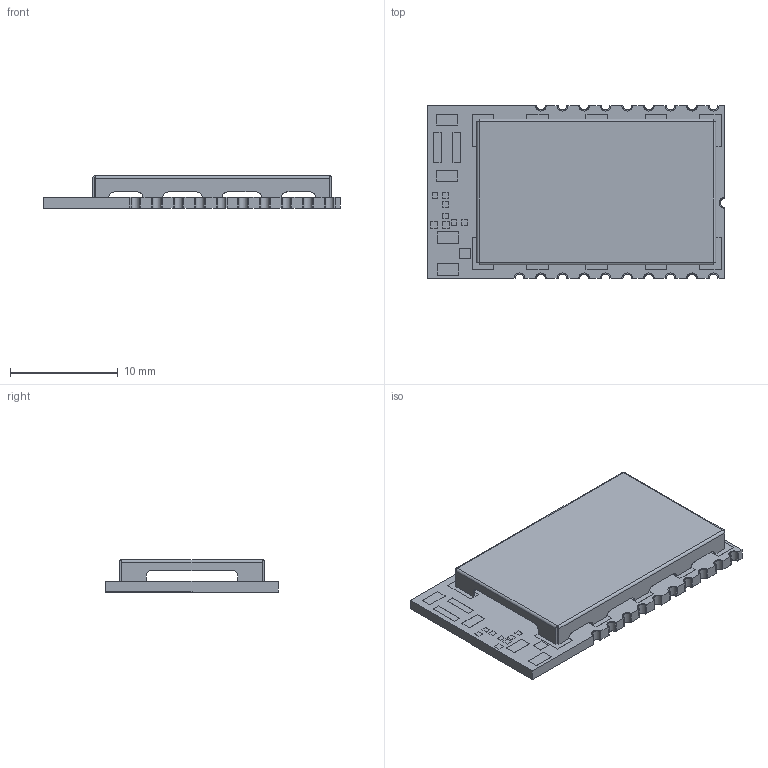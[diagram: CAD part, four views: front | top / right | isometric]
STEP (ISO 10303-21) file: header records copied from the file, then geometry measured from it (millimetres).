
FILE_DESCRIPTION(/* description */ ('Unknown'),/* implementation_level */ '2;1');
FILE_NAME(/* name */ '2606031121001',/* time_stamp */ '2018-07-31T16:59:29+02:00',/* author */ ('Unknown'),/* organization */ ('Unknown'),/* preprocessor_version */ 'ST-DEVELOPER v16.7',/* originating_system */ 'DEX',/* authorisation */ $);
FILE_SCHEMA (('AUTOMOTIVE_DESIGN {1 0 10303 214 3 1 1}'));
Length unit declared in the file: millimetre
Products named in the file (6): 2606031121001; PCB; solderPin-1mm; solderPin; AMBxxxC; asmPad
Assembly tree (23 placements, depth 2):
  2606031121001
    PCB
    solderPin-1mm
    solderPin  x19
    AMBxxxC
    asmPad
Bounding box: 27.5 x 16 x 3 mm (x, y, z)
Volume: 511.6 mm3; surface area: 1994.7 mm2
Topology: 47 solids, 47 shells, 694 faces, 1629 edges, 1054 vertices
Faces by surface type: plane 606, cylinder 88
Entity records: 15040 total; most frequent: CARTESIAN_POINT 2573, ORIENTED_EDGE 2466, DIRECTION 2413, EDGE_CURVE 1233, LINE 1129, VECTOR 1129, VERTEX_POINT 802, AXIS2_PLACEMENT_3D 642
